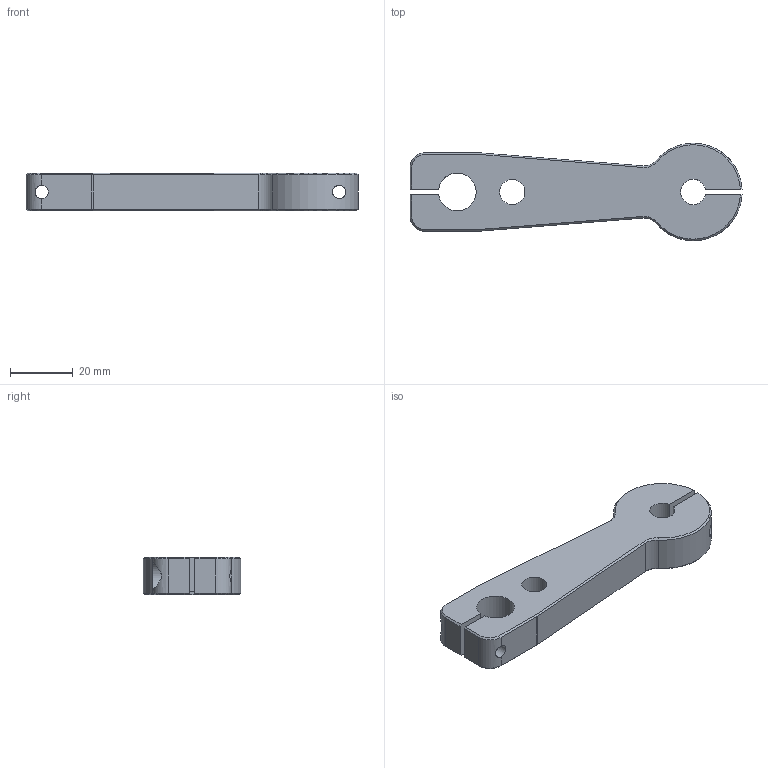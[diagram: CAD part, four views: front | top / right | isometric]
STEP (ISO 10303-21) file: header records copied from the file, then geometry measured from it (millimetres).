
FILE_DESCRIPTION(/* description */ ('STEP AP242','CAx-IF Rec.Pracs.---Representation and Presentation of Product Manufacturing Information (PMI)---4.0---2014-10-13','CAx-IF Rec.Pracs.---3D Tessellated Geometry---0.4---2014-09-14','2;1'),/* implementation_level */ '2;1');
FILE_NAME(/* name */ '65dba3069547f820695e8913',/* time_stamp */ '2024-02-25T20:28:54Z',/* author */ (''),/* organization */ (''),/* preprocessor_version */ 'ST-DEVELOPER v19.4',/* originating_system */ ' ',/* authorisation */ ' ');
FILE_SCHEMA (('AP242_MANAGED_MODEL_BASED_3D_ENGINEERING_MIM_LF { 1 0 10303 442 1 1 4 }'));
Length unit declared in the file: metre
Products named in the file (1): Part 1
Bounding box: 105.47 x 31 x 12 mm (x, y, z)
Volume: 20609.8 mm3; surface area: 9880.6 mm2
Topology: 1 solids, 1 shells, 74 faces, 182 edges, 111 vertices
Faces by surface type: plane 32, cylinder 22, cone 18, torus 2
Full cylindrical faces by diameter (mm): 4.2 x2, 5.3 x2, 8 x1, 9 x2
Entity records: 2194 total; most frequent: CARTESIAN_POINT 425, DIRECTION 376, ORIENTED_EDGE 344, EDGE_CURVE 172, AXIS2_PLACEMENT_3D 137, VERTEX_POINT 108, LINE 102, VECTOR 102
